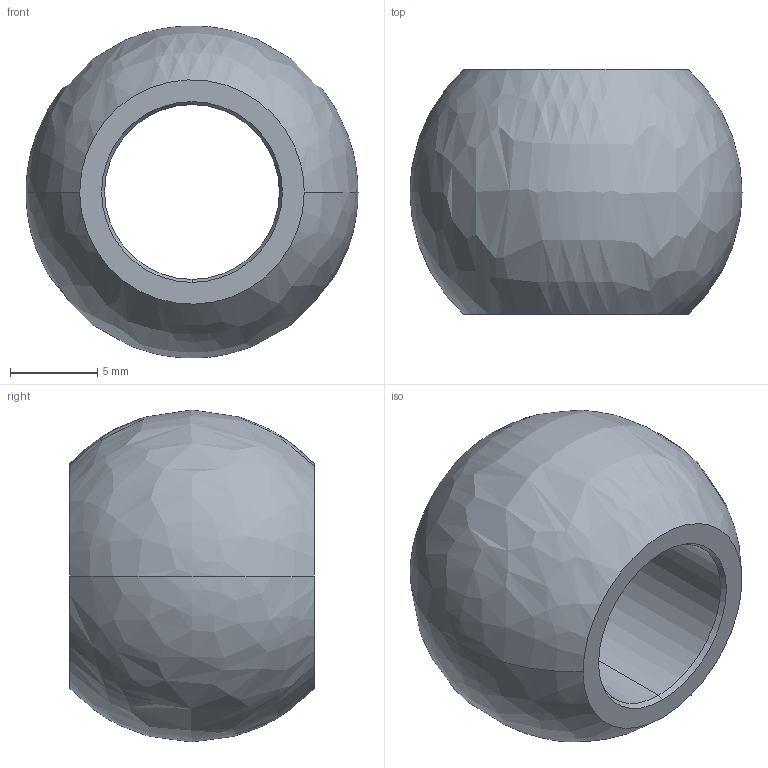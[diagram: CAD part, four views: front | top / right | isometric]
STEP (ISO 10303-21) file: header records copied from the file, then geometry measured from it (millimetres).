
FILE_DESCRIPTION (( 'STEP AP203' ), '1' );
FILE_NAME ('WKM-10-14_Default_sldprt.STEP', '2021-04-17T06:21:50', ( '' ), ( '' ), 'SwSTEP 2.0', 'SolidWorks 2013', '' );
FILE_SCHEMA (( 'CONFIG_CONTROL_DESIGN' ));
Length unit declared in the file: millimetre
Products named in the file (1): WKM-10-14_Default_sldprt
Bounding box: 19 x 14 x 19 mm (x, y, z)
Volume: 2152.1 mm3; surface area: 1374.2 mm2
Topology: 1 solids, 1 shells, 8 faces, 22 edges, 12 vertices
Faces by surface type: bspline 2, cone 2, cylinder 2, plane 2
Entity records: 505 total; most frequent: CARTESIAN_POINT 247, DIRECTION 38, ORIENTED_EDGE 36, EDGE_CURVE 18, AXIS2_PLACEMENT_3D 17, VERTEX_POINT 12, EDGE_LOOP 10, CIRCLE 10
